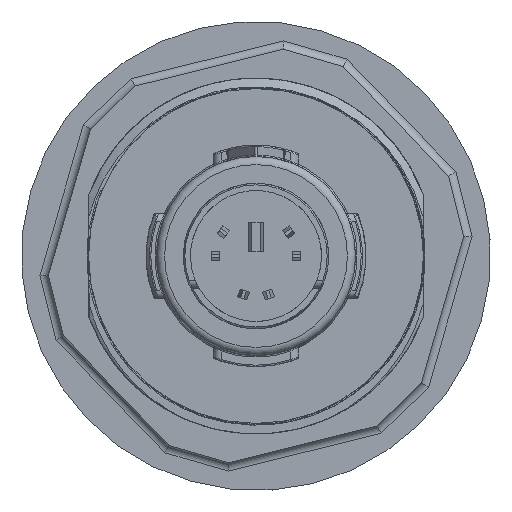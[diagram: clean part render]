
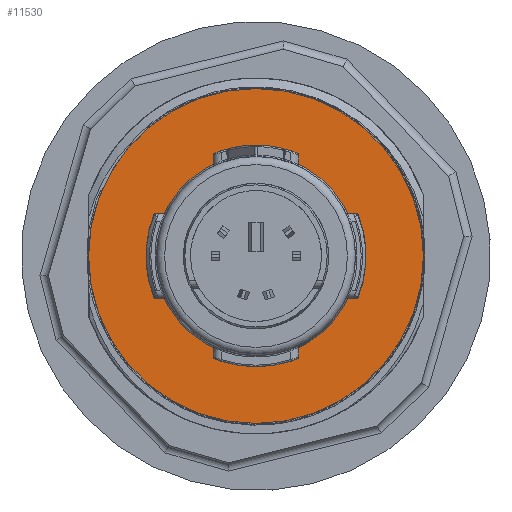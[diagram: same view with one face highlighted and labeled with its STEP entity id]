
A CAD part, front view. The second image highlights one B-rep face of the part: STEP entity #11530.
In plain terms, the highlighted planar face has unit normal (0, -1, 0).
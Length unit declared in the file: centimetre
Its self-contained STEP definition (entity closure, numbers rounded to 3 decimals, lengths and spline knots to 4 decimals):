
#1258=FACE_BOUND($,#3253,.T.);
#2565=FACE_OUTER_BOUND($,#3252,.T.);
#3252=EDGE_LOOP($,(#7684));
#3253=EDGE_LOOP($,(#7685));
#3994=CIRCLE($,#12232,1.035);
#3995=CIRCLE($,#12233,0.625);
#4496=VERTEX_POINT($,#16192);
#4497=VERTEX_POINT($,#16194);
#5767=EDGE_CURVE($,#4496,#4496,#3994,.T.);
#5768=EDGE_CURVE($,#4497,#4497,#3995,.T.);
#7684=ORIENTED_EDGE($,*,*,#5767,.F.);
#7685=ORIENTED_EDGE($,*,*,#5768,.T.);
#11295=PLANE($,#12231);
#11530=ADVANCED_FACE($,(#2565,#1258),#11295,.T.);
#12231=AXIS2_PLACEMENT_3D($,#16191,#13408,#13409);
#12232=AXIS2_PLACEMENT_3D($,#16193,#13410,#13411);
#12233=AXIS2_PLACEMENT_3D($,#16195,#13412,#13413);
#13408=DIRECTION('center_axis',(0.,-1.,0.));
#13409=DIRECTION('ref_axis',(1.,0.,0.));
#13410=DIRECTION('center_axis',(0.,1.,0.));
#13411=DIRECTION('ref_axis',(-1.,0.,0.));
#13412=DIRECTION('center_axis',(0.,1.,0.));
#13413=DIRECTION('ref_axis',(-1.,0.,0.));
#16191=CARTESIAN_POINT('Origin',(0.,-1.5,0.));
#16192=CARTESIAN_POINT('',(-1.035,-1.5,0.));
#16193=CARTESIAN_POINT('Origin',(0.,-1.5,0.));
#16194=CARTESIAN_POINT('',(0.,-1.5,0.625));
#16195=CARTESIAN_POINT('Origin',(0.,-1.5,0.));
